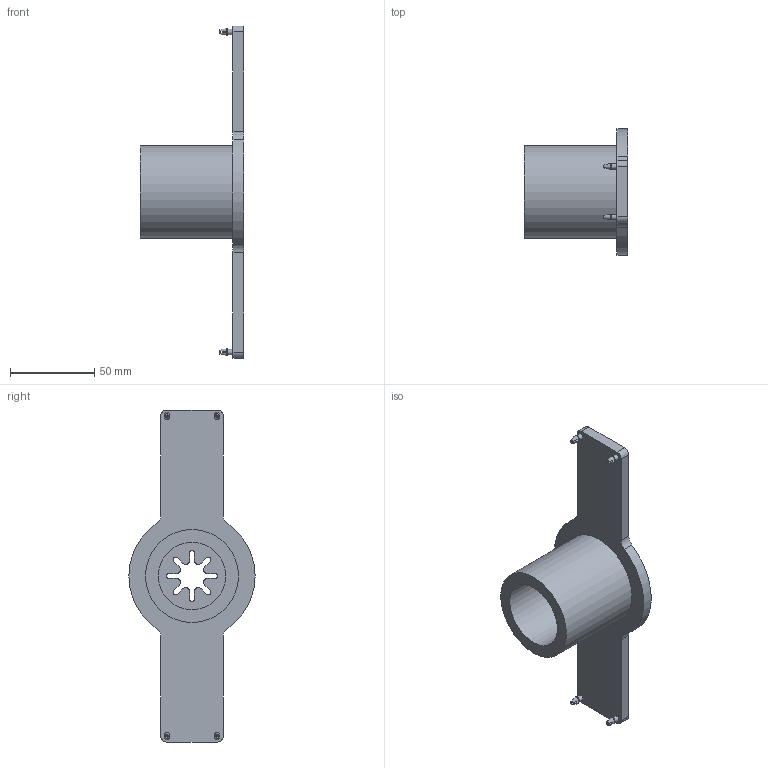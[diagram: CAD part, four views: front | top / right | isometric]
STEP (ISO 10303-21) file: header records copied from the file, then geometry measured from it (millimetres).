
FILE_DESCRIPTION(/* description */ ('STEP AP242 Edition 2','CAx-IF Rec.Pracs.---Representation and Presentation of Product Manufacturing Information (PMI)---4.0---2014-10-13','CAx-IF Rec.Pracs.---3D Tessellated Geometry---0.4---2014-09-14','2;1','CAx-IF Rec.Pracs.---User Defined Attributes---1.5---2016-08-15'),/* implementation_level */ '2;1');
FILE_NAME(/* name */ 'Top Assembly - Spool Adapter',/* time_stamp */ '2025-12-30T10:53:20Z',/* author */ (''),/* organization */ (''),/* preprocessor_version */ 'ST-DEVELOPER v20',/* originating_system */ 'ONSHAPE BY PTC INC, 1.208',/* authorisation */ ' ');
FILE_SCHEMA (('AP242_MANAGED_MODEL_BASED_3D_ENGINEERING_MIM_LF { 1 0 10303 442 3 1 4 }'));
Length unit declared in the file: metre
Products named in the file (1): Spool Adapter
Bounding box: 61.35 x 74.93 x 196.99 mm (x, y, z)
Volume: 121103.3 mm3; surface area: 38334.3 mm2
Topology: 1 solids, 1 shells, 102 faces, 282 edges, 180 vertices
Faces by surface type: plane 46, cylinder 32, torus 24
Full cylindrical faces by diameter (mm): 3.175 x4, 39.878 x1, 55.118 x1
Entity records: 3238 total; most frequent: DIRECTION 634, CARTESIAN_POINT 543, ORIENTED_EDGE 528, AXIS2_PLACEMENT_3D 267, EDGE_CURVE 264, VERTEX_POINT 176, CIRCLE 164, EDGE_LOOP 116
